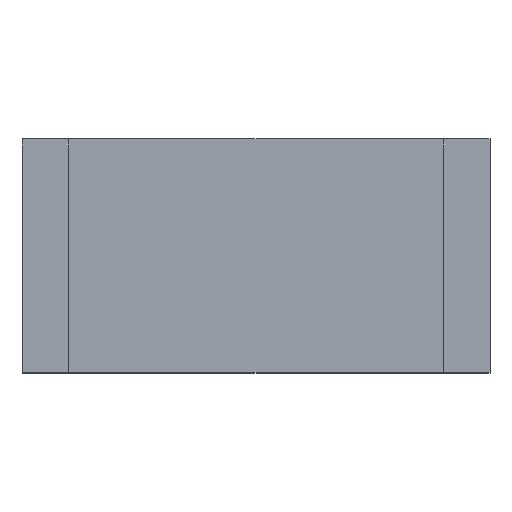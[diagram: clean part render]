
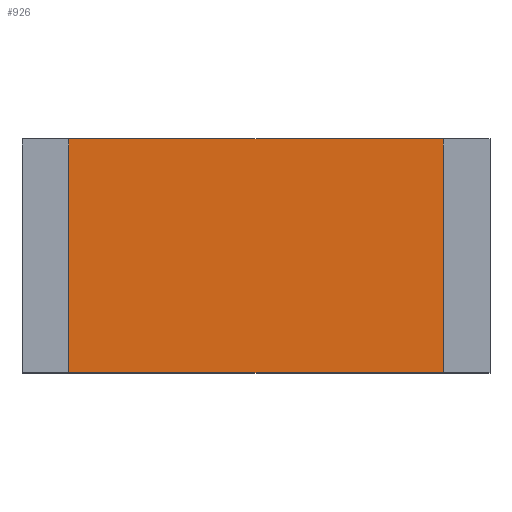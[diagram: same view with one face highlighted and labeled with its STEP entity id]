
A CAD part, top view. The second image highlights one B-rep face of the part: STEP entity #926.
In plain terms, the highlighted planar face has unit normal (0, 0, 1).
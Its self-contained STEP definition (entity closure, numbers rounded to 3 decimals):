
#784=CARTESIAN_POINT('',(5.08,-3.175,1.52));
#785=VERTEX_POINT('',#784);
#786=CARTESIAN_POINT('',(5.08,3.175,1.52));
#787=VERTEX_POINT('',#786);
#788=CARTESIAN_POINT('',(5.08,-3.175,1.52));
#789=DIRECTION('',(0.0,1.0,0.0));
#790=VECTOR('',#789,6.35);
#791=LINE('',#788,#790);
#792=EDGE_CURVE('',#785,#787,#791,.T.);
#824=CARTESIAN_POINT('',(-5.08,3.175,1.52));
#825=VERTEX_POINT('',#824);
#826=CARTESIAN_POINT('',(-5.08,-3.175,1.52));
#827=VERTEX_POINT('',#826);
#828=CARTESIAN_POINT('',(-5.08,3.175,1.52));
#829=DIRECTION('',(0.0,-1.0,0.0));
#830=VECTOR('',#829,6.35);
#831=LINE('',#828,#830);
#832=EDGE_CURVE('',#825,#827,#831,.T.);
#872=CARTESIAN_POINT('',(-5.08,3.175,1.52));
#873=DIRECTION('',(1.0,0.0,0.0));
#874=VECTOR('',#873,10.16);
#875=LINE('',#872,#874);
#876=EDGE_CURVE('',#825,#787,#875,.T.);
#904=CARTESIAN_POINT('',(5.08,-3.175,1.52));
#905=DIRECTION('',(-1.0,0.0,0.0));
#906=VECTOR('',#905,10.16);
#907=LINE('',#904,#906);
#908=EDGE_CURVE('',#785,#827,#907,.T.);
#915=CARTESIAN_POINT('',(0.0,0.,1.52));
#916=DIRECTION('',(0.0,0.0,1.0));
#917=DIRECTION('',(1.0,0.0,0.0));
#918=AXIS2_PLACEMENT_3D('',#915,#916,#917);
#919=PLANE('',#918);
#920=ORIENTED_EDGE('',*,*,#792,.T.);
#921=ORIENTED_EDGE('',*,*,#876,.F.);
#922=ORIENTED_EDGE('',*,*,#832,.T.);
#923=ORIENTED_EDGE('',*,*,#908,.F.);
#924=EDGE_LOOP('',(#920,#921,#922,#923));
#925=FACE_OUTER_BOUND('',#924,.T.);
#926=ADVANCED_FACE('',(#925),#919,.T.);
